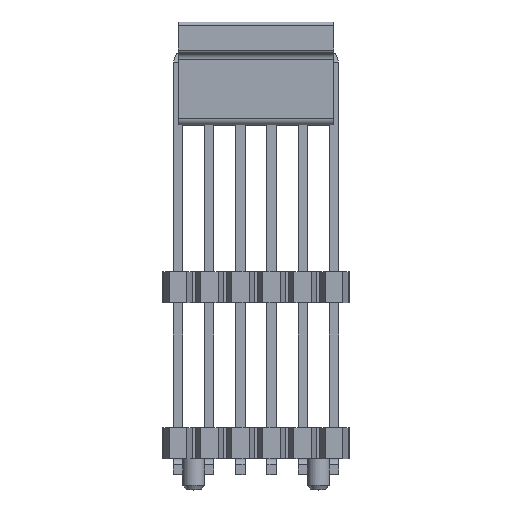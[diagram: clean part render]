
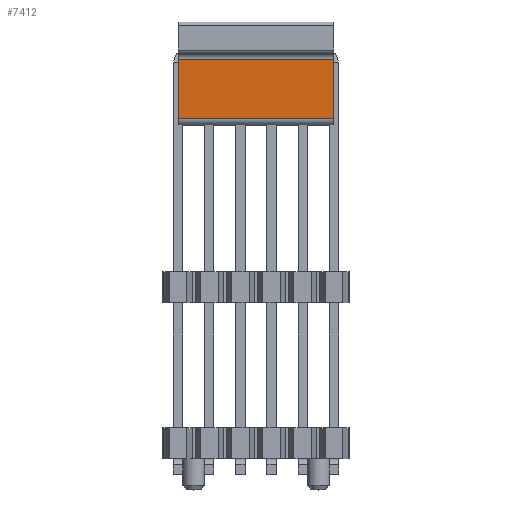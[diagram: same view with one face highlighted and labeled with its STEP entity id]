
A CAD part, top view. The second image highlights one B-rep face of the part: STEP entity #7412.
In plain terms, the highlighted face is planar.
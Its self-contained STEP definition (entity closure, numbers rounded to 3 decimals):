
#586=FACE_OUTER_BOUND('',#980,.T.);
#980=EDGE_LOOP('',(#5087,#5088,#5089,#5090));
#1424=LINE('',#10315,#2360);
#1455=LINE('',#10447,#2391);
#1457=LINE('',#10452,#2393);
#1458=LINE('',#10454,#2394);
#2360=VECTOR('',#8386,1.911);
#2391=VECTOR('',#8495,1.911);
#2393=VECTOR('',#8503,5.);
#2394=VECTOR('',#8506,5.);
#3299=VERTEX_POINT('',#10312);
#3300=VERTEX_POINT('',#10314);
#3361=VERTEX_POINT('',#10444);
#3362=VERTEX_POINT('',#10446);
#3971=EDGE_CURVE('',#3299,#3300,#1424,.T.);
#4038=EDGE_CURVE('',#3361,#3362,#1455,.T.);
#4041=EDGE_CURVE('',#3362,#3299,#1457,.T.);
#4042=EDGE_CURVE('',#3300,#3361,#1458,.T.);
#5087=ORIENTED_EDGE('',*,*,#4038,.F.);
#5088=ORIENTED_EDGE('',*,*,#4042,.F.);
#5089=ORIENTED_EDGE('',*,*,#3971,.F.);
#5090=ORIENTED_EDGE('',*,*,#4041,.F.);
#7063=PLANE('',#7921);
#7412=ADVANCED_FACE('',(#586),#7063,.T.);
#7921=AXIS2_PLACEMENT_3D('',#10453,#8504,#8505);
#8386=DIRECTION('',(-0.026,0.,1.));
#8495=DIRECTION('',(0.026,0.,-1.));
#8503=DIRECTION('',(0.,1.,0.));
#8504=DIRECTION('center_axis',(-1.,0.,-0.026));
#8505=DIRECTION('ref_axis',(-0.026,0.,1.));
#8506=DIRECTION('',(0.,-1.,0.));
#10312=CARTESIAN_POINT('',(-1.495,2.5,-2.105));
#10314=CARTESIAN_POINT('',(-1.545,2.5,-0.195));
#10315=CARTESIAN_POINT('',(-1.495,2.5,-2.105));
#10444=CARTESIAN_POINT('',(-1.545,-2.5,-0.195));
#10446=CARTESIAN_POINT('',(-1.495,-2.5,-2.105));
#10447=CARTESIAN_POINT('',(-1.545,-2.5,-0.195));
#10452=CARTESIAN_POINT('',(-1.495,-2.5,-2.105));
#10453=CARTESIAN_POINT('Origin',(-1.55,-4.977,0.));
#10454=CARTESIAN_POINT('',(-1.545,2.5,-0.195));
